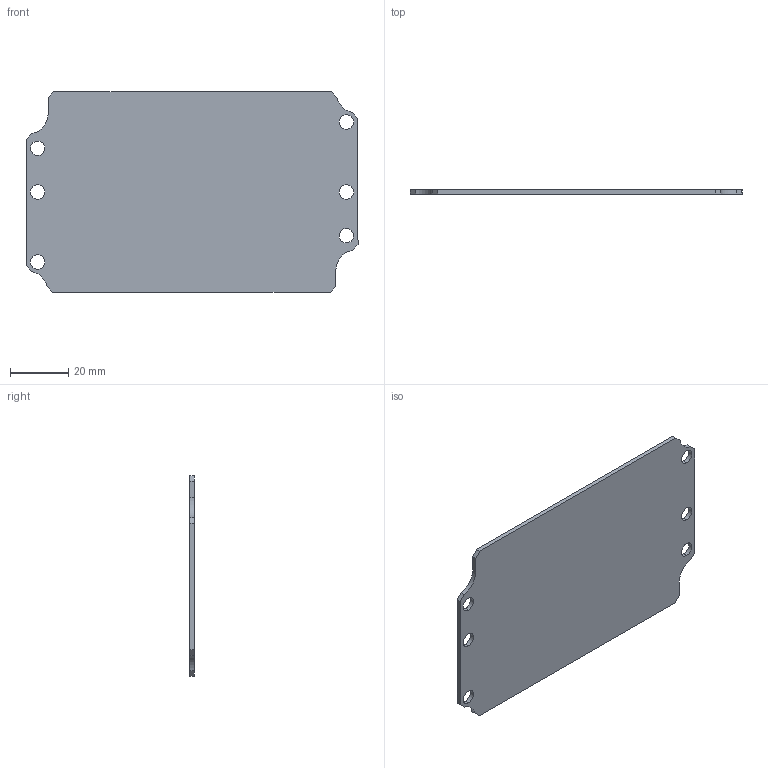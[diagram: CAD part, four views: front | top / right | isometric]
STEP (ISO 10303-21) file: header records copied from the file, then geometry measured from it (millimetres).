
FILE_DESCRIPTION (( 'STEP AP214' ), '1' );
FILE_NAME ('AM 0813.STEP', '2010-02-16T12:55:35', ( 'KennethW' ), ( 'FIBOX' ), 'SwSTEP 2.0', 'SolidWorks 2009', '' );
FILE_SCHEMA (( 'AUTOMOTIVE_DESIGN' ));
Length unit declared in the file: millimetre
Products named in the file (1): AM 0813
Bounding box: 114 x 1.5 x 69 mm (x, y, z)
Volume: 11165.4 mm3; surface area: 15562.1 mm2
Topology: 1 solids, 1 shells, 88 faces, 228 edges, 152 vertices
Faces by surface type: plane 44, cone 28, cylinder 16
Entity records: 2778 total; most frequent: DIRECTION 494, CARTESIAN_POINT 469, ORIENTED_EDGE 456, EDGE_CURVE 228, AXIS2_PLACEMENT_3D 177, VERTEX_POINT 152, LINE 140, VECTOR 140
